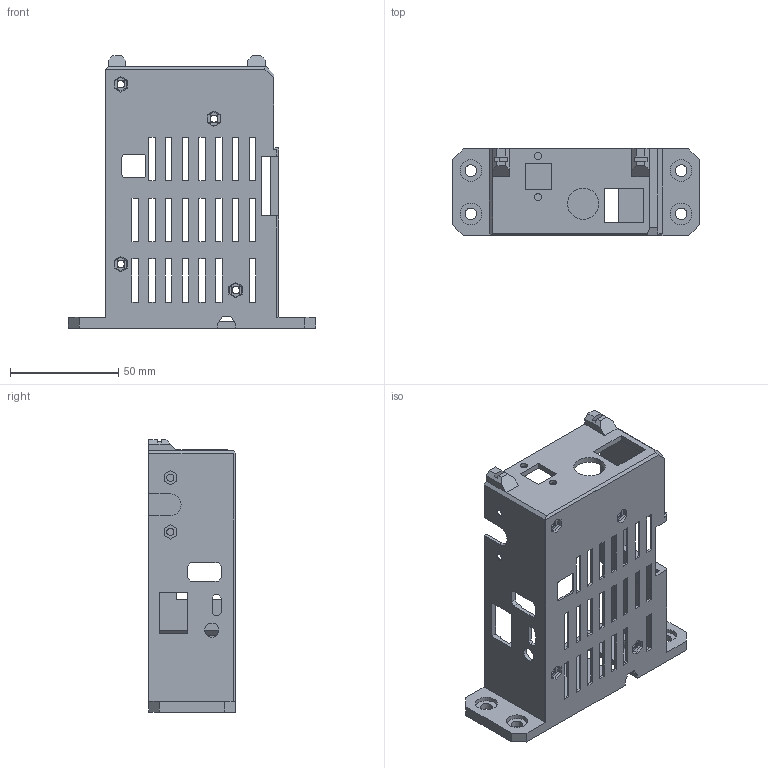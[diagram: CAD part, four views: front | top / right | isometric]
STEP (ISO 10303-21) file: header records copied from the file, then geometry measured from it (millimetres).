
FILE_DESCRIPTION(/* description */ (''),/* implementation_level */ '2;1');
FILE_NAME(/* name */ 'MB_case-main.step',/* time_stamp */ '2023-04-08T18:49:00+02:00',/* author */ (''),/* organization */ (''),/* preprocessor_version */ 'ST-DEVELOPER v19.2',/* originating_system */ 'Autodesk Translation Framework v12.4.0.73',/* authorisation */ '');
FILE_SCHEMA (('AUTOMOTIVE_DESIGN { 1 0 10303 214 3 1 1 }'));
Length unit declared in the file: millimetre
Products named in the file (1): case-main
Bounding box: 114 x 40 x 125.7 mm (x, y, z)
Volume: 46697.6 mm3; surface area: 49097.3 mm2
Topology: 1 solids, 1 shells, 401 faces, 1137 edges, 741 vertices
Faces by surface type: plane 370, cylinder 27, cone 4
Full cylindrical faces by diameter (mm): 3.3 x8, 3.4 x4, 5.4 x4, 6.5 x1, 10 x4, 14.5 x1
Entity records: 12973 total; most frequent: CARTESIAN_POINT 2280, ORIENTED_EDGE 2274, DIRECTION 2015, EDGE_CURVE 1137, LINE 1063, VECTOR 1063, VERTEX_POINT 741, EDGE_LOOP 502
